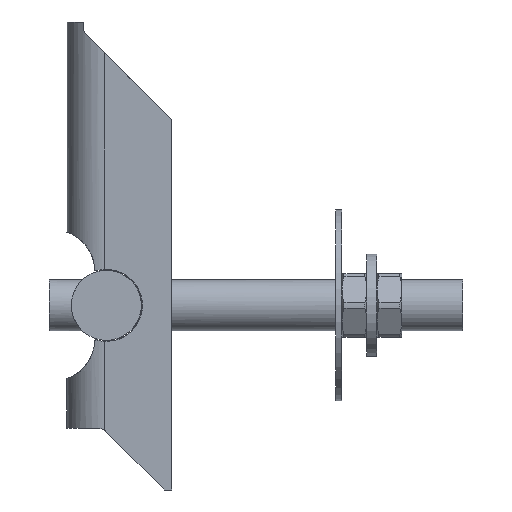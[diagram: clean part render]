
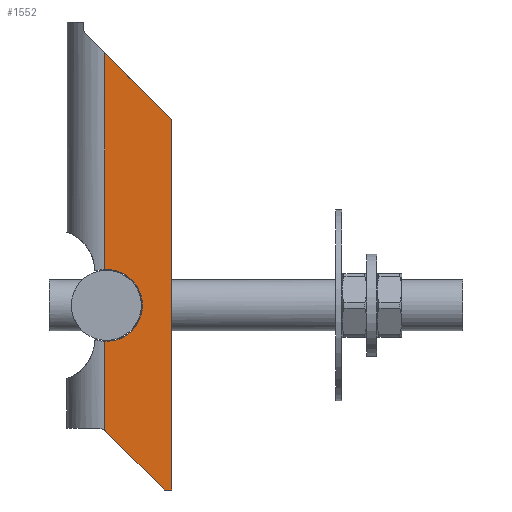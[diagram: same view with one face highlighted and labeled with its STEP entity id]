
A CAD part, front view. The second image highlights one B-rep face of the part: STEP entity #1552.
In plain terms, the highlighted planar face has unit normal (-0.029, -1, 0).
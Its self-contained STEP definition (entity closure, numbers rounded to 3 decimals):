
#21=ELLIPSE('',#1728,1.651,1.65);
#25=ELLIPSE('',#1742,5.652,5.65);
#72=LINE('',#2696,#148);
#78=LINE('',#2708,#154);
#85=LINE('',#2722,#161);
#97=LINE('',#2755,#173);
#98=LINE('',#2756,#174);
#99=LINE('',#2758,#175);
#148=VECTOR('',#2065,1000.);
#154=VECTOR('',#2075,1000.);
#161=VECTOR('',#2088,1000.);
#173=VECTOR('',#2116,1000.);
#174=VECTOR('',#2117,1000.);
#175=VECTOR('',#2118,1000.);
#225=PLANE('',#1741);
#661=ORIENTED_EDGE('',*,*,#965,.T.);
#662=ORIENTED_EDGE('',*,*,#966,.T.);
#663=ORIENTED_EDGE('',*,*,#933,.T.);
#664=ORIENTED_EDGE('',*,*,#937,.F.);
#665=ORIENTED_EDGE('',*,*,#943,.F.);
#666=ORIENTED_EDGE('',*,*,#950,.F.);
#667=ORIENTED_EDGE('',*,*,#967,.F.);
#668=ORIENTED_EDGE('',*,*,#968,.T.);
#933=EDGE_CURVE('',#1112,#1111,#21,.T.);
#937=EDGE_CURVE('',#1114,#1111,#72,.T.);
#943=EDGE_CURVE('',#1118,#1114,#78,.T.);
#950=EDGE_CURVE('',#1123,#1118,#85,.T.);
#965=EDGE_CURVE('',#1134,#1135,#25,.T.);
#966=EDGE_CURVE('',#1135,#1112,#97,.T.);
#967=EDGE_CURVE('',#1136,#1123,#98,.T.);
#968=EDGE_CURVE('',#1136,#1134,#99,.T.);
#1111=VERTEX_POINT('',#2684);
#1112=VERTEX_POINT('',#2686);
#1114=VERTEX_POINT('',#2695);
#1118=VERTEX_POINT('',#2707);
#1123=VERTEX_POINT('',#2723);
#1134=VERTEX_POINT('',#2753);
#1135=VERTEX_POINT('',#2754);
#1136=VERTEX_POINT('',#2757);
#1315=EDGE_LOOP('',(#661,#662,#663,#664,#665,#666,#667,#668));
#1423=FACE_BOUND('',#1315,.T.);
#1552=ADVANCED_FACE('',(#1423),#225,.F.);
#1728=AXIS2_PLACEMENT_3D('',#2685,#2059,#2060);
#1741=AXIS2_PLACEMENT_3D('',#2751,#2112,#2113);
#1742=AXIS2_PLACEMENT_3D('',#2752,#2114,#2115);
#2059=DIRECTION('',(0.029,1.,0.));
#2060=DIRECTION('',(1.,-0.029,0.));
#2065=DIRECTION('',(-0.707,0.02,0.707));
#2075=DIRECTION('',(-1.,0.029,0.));
#2088=DIRECTION('',(0.,0.,-1.));
#2112=DIRECTION('',(0.029,1.,0.));
#2113=DIRECTION('',(-1.,0.029,0.));
#2114=DIRECTION('',(0.029,1.,0.));
#2115=DIRECTION('',(1.,-0.029,0.));
#2116=DIRECTION('',(0.,0.,-1.));
#2117=DIRECTION('',(0.707,-0.02,-0.707));
#2118=DIRECTION('',(0.,0.,-1.));
#2684=CARTESIAN_POINT('',(-0.118,-6.102,-19.783));
#2685=CARTESIAN_POINT('',(-1.284,-6.069,-20.95));
#2686=CARTESIAN_POINT('',(-0.274,-6.098,-19.645));
#2695=CARTESIAN_POINT('',(9.099,-6.366,-29.));
#2696=CARTESIAN_POINT('',(8.908,-6.36,-28.809));
#2707=CARTESIAN_POINT('',(10.243,-6.398,-29.));
#2708=CARTESIAN_POINT('',(9.917,-6.389,-29.));
#2722=CARTESIAN_POINT('',(10.243,-6.398,45.));
#2723=CARTESIAN_POINT('',(10.243,-6.398,29.167));
#2751=CARTESIAN_POINT('',(-0.274,-6.098,45.));
#2752=CARTESIAN_POINT('',(0.,-6.105,0.));
#2753=CARTESIAN_POINT('',(-0.274,-6.098,5.643));
#2754=CARTESIAN_POINT('',(-0.274,-6.098,-5.643));
#2755=CARTESIAN_POINT('',(-0.274,-6.098,45.));
#2756=CARTESIAN_POINT('',(-3.523,-6.005,42.933));
#2757=CARTESIAN_POINT('',(-0.274,-6.098,39.684));
#2758=CARTESIAN_POINT('',(-0.274,-6.098,45.));
